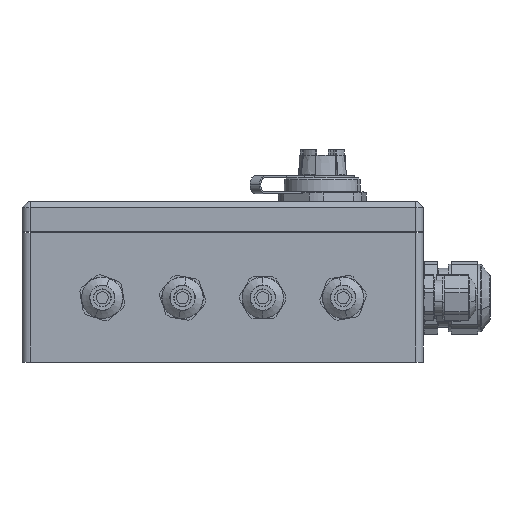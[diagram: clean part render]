
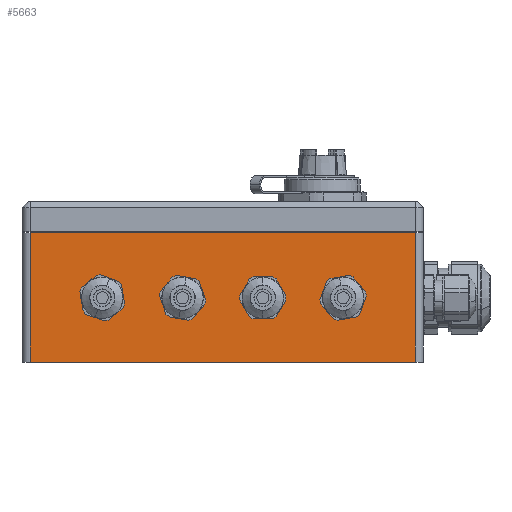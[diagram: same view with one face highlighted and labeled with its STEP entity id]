
A CAD part, left-side view. The second image highlights one B-rep face of the part: STEP entity #5663.
In plain terms, the highlighted planar face has unit normal (-1, 0, 0).
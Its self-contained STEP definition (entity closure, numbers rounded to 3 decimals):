
#264 = VERTEX_POINT ( 'NONE', #78635 ) ;
#520 = VECTOR ( 'NONE', #36530, 1000. ) ;
#894 = ORIENTED_EDGE ( 'NONE', *, *, #84223, .T. ) ;
#2007 = DIRECTION ( 'NONE',  ( 0., 0., 1. ) ) ;
#2943 = DIRECTION ( 'NONE',  ( 0., 0., 1. ) ) ;
#3268 = DIRECTION ( 'NONE',  ( -1., 0., 0. ) ) ;
#4913 = AXIS2_PLACEMENT_3D ( 'NONE', #10138, #69351, #36249 ) ;
#5663 = ADVANCED_FACE ( 'NONE', ( #13160, #26024, #64173, #64604, #30753 ), #83616, .F. ) ;
#6876 = LINE ( 'NONE', #38633, #47546 ) ;
#8357 = CARTESIAN_POINT ( 'NONE',  ( -75., 20., 42. ) ) ;
#8458 = VERTEX_POINT ( 'NONE', #28218 ) ;
#8708 = LINE ( 'NONE', #21176, #57268 ) ;
#8975 = ORIENTED_EDGE ( 'NONE', *, *, #58164, .F. ) ;
#9803 = ORIENTED_EDGE ( 'NONE', *, *, #63193, .F. ) ;
#10138 = CARTESIAN_POINT ( 'NONE',  ( -75., 60., 32. ) ) ;
#10914 = CARTESIAN_POINT ( 'NONE',  ( -75., -20., 32. ) ) ;
#11349 = CARTESIAN_POINT ( 'NONE',  ( -75., 60., 42. ) ) ;
#12049 = AXIS2_PLACEMENT_3D ( 'NONE', #21257, #47823, #74031 ) ;
#12484 = VERTEX_POINT ( 'NONE', #66758 ) ;
#13160 = FACE_BOUND ( 'NONE', #74912, .T. ) ;
#15337 = DIRECTION ( 'NONE',  ( 0., 0., 1. ) ) ;
#17790 = DIRECTION ( 'NONE',  ( 0., 0., -1. ) ) ;
#18702 = CIRCLE ( 'NONE', #4913, 10. ) ;
#18747 = DIRECTION ( 'NONE',  ( 0., 0., 1. ) ) ;
#18792 = CARTESIAN_POINT ( 'NONE',  ( -75., -96., 0. ) ) ;
#18898 = CARTESIAN_POINT ( 'NONE',  ( -75., 96., 64.5 ) ) ;
#21176 = CARTESIAN_POINT ( 'NONE',  ( -75., 100., 64.5 ) ) ;
#21257 = CARTESIAN_POINT ( 'NONE',  ( -75., -60., 32. ) ) ;
#22250 = ORIENTED_EDGE ( 'NONE', *, *, #23245, .F. ) ;
#22418 = EDGE_CURVE ( 'NONE', #80733, #44791, #35702, .T. ) ;
#23245 = EDGE_CURVE ( 'NONE', #66063, #69412, #63218, .T. ) ;
#24129 = LINE ( 'NONE', #57549, #520 ) ;
#26024 = FACE_BOUND ( 'NONE', #64457, .T. ) ;
#27391 = DIRECTION ( 'NONE',  ( -1., 0., 0. ) ) ;
#27628 = EDGE_LOOP ( 'NONE', ( #80428, #58659, #894, #53311 ) ) ;
#28218 = CARTESIAN_POINT ( 'NONE',  ( -75., 60., 22. ) ) ;
#30753 = FACE_OUTER_BOUND ( 'NONE', #27628, .T. ) ;
#30833 = CARTESIAN_POINT ( 'NONE',  ( -75., 96., 0. ) ) ;
#30976 = CIRCLE ( 'NONE', #63820, 10. ) ;
#32421 = DIRECTION ( 'NONE',  ( 0., 0., -1. ) ) ;
#34653 = CARTESIAN_POINT ( 'NONE',  ( -75., -60., 42. ) ) ;
#35076 = ORIENTED_EDGE ( 'NONE', *, *, #36375, .F. ) ;
#35521 = CIRCLE ( 'NONE', #71148, 10. ) ;
#35702 = CIRCLE ( 'NONE', #83801, 10. ) ;
#35840 = DIRECTION ( 'NONE',  ( 0., 0., 1. ) ) ;
#36170 = EDGE_LOOP ( 'NONE', ( #58167, #72473 ) ) ;
#36249 = DIRECTION ( 'NONE',  ( 0., 0., 1. ) ) ;
#36375 = EDGE_CURVE ( 'NONE', #8458, #82584, #18702, .T. ) ;
#36530 = DIRECTION ( 'NONE',  ( 0., -1., 0. ) ) ;
#37170 = DIRECTION ( 'NONE',  ( -1., 0., 0. ) ) ;
#38633 = CARTESIAN_POINT ( 'NONE',  ( -75., -96., 80. ) ) ;
#38856 = CARTESIAN_POINT ( 'NONE',  ( -75., 20., 32. ) ) ;
#41150 = ORIENTED_EDGE ( 'NONE', *, *, #60999, .F. ) ;
#42217 = VERTEX_POINT ( 'NONE', #18898 ) ;
#43240 = VECTOR ( 'NONE', #17790, 1000. ) ;
#43570 = CIRCLE ( 'NONE', #12049, 10. ) ;
#43698 = CARTESIAN_POINT ( 'NONE',  ( -75., 60., 32. ) ) ;
#43835 = AXIS2_PLACEMENT_3D ( 'NONE', #77554, #37170, #84481 ) ;
#44471 = DIRECTION ( 'NONE',  ( 1., 0., 0. ) ) ;
#44791 = VERTEX_POINT ( 'NONE', #76619 ) ;
#46473 = VERTEX_POINT ( 'NONE', #30833 ) ;
#47546 = VECTOR ( 'NONE', #70823, 1000. ) ;
#47823 = DIRECTION ( 'NONE',  ( -1., 0., 0. ) ) ;
#47921 = AXIS2_PLACEMENT_3D ( 'NONE', #70644, #44471, #32421 ) ;
#52135 = EDGE_CURVE ( 'NONE', #46473, #59729, #24129, .T. ) ;
#53311 = ORIENTED_EDGE ( 'NONE', *, *, #52135, .T. ) ;
#53427 = DIRECTION ( 'NONE',  ( -1., 0., 0. ) ) ;
#53493 = DIRECTION ( 'NONE',  ( -1., 0., 0. ) ) ;
#56774 = CARTESIAN_POINT ( 'NONE',  ( -75., 96., 80. ) ) ;
#57268 = VECTOR ( 'NONE', #80410, 1000. ) ;
#57549 = CARTESIAN_POINT ( 'NONE',  ( -75., -100., 0. ) ) ;
#58164 = EDGE_CURVE ( 'NONE', #264, #59585, #30976, .T. ) ;
#58167 = ORIENTED_EDGE ( 'NONE', *, *, #61209, .F. ) ;
#58659 = ORIENTED_EDGE ( 'NONE', *, *, #61657, .F. ) ;
#59585 = VERTEX_POINT ( 'NONE', #34653 ) ;
#59729 = VERTEX_POINT ( 'NONE', #18792 ) ;
#60999 = EDGE_CURVE ( 'NONE', #82584, #8458, #64252, .T. ) ;
#61209 = EDGE_CURVE ( 'NONE', #44791, #80733, #35521, .T. ) ;
#61657 = EDGE_CURVE ( 'NONE', #42217, #12484, #8708, .T. ) ;
#62369 = LINE ( 'NONE', #56774, #43240 ) ;
#63193 = EDGE_CURVE ( 'NONE', #69412, #66063, #80890, .T. ) ;
#63218 = CIRCLE ( 'NONE', #82559, 10. ) ;
#63242 = CARTESIAN_POINT ( 'NONE',  ( -75., -20., 22. ) ) ;
#63820 = AXIS2_PLACEMENT_3D ( 'NONE', #74128, #3268, #35840 ) ;
#64173 = FACE_BOUND ( 'NONE', #36170, .T. ) ;
#64252 = CIRCLE ( 'NONE', #75293, 10. ) ;
#64457 = EDGE_LOOP ( 'NONE', ( #9803, #22250 ) ) ;
#64604 = FACE_BOUND ( 'NONE', #74452, .T. ) ;
#66063 = VERTEX_POINT ( 'NONE', #82205 ) ;
#66758 = CARTESIAN_POINT ( 'NONE',  ( -75., -96., 64.5 ) ) ;
#69351 = DIRECTION ( 'NONE',  ( -1., 0., 0. ) ) ;
#69366 = EDGE_CURVE ( 'NONE', #59585, #264, #43570, .T. ) ;
#69412 = VERTEX_POINT ( 'NONE', #8357 ) ;
#70644 = CARTESIAN_POINT ( 'NONE',  ( -75., -100., 80. ) ) ;
#70823 = DIRECTION ( 'NONE',  ( 0., 0., 1. ) ) ;
#71148 = AXIS2_PLACEMENT_3D ( 'NONE', #80169, #53493, #2007 ) ;
#72473 = ORIENTED_EDGE ( 'NONE', *, *, #22418, .F. ) ;
#74031 = DIRECTION ( 'NONE',  ( 0., 0., 1. ) ) ;
#74128 = CARTESIAN_POINT ( 'NONE',  ( -75., -60., 32. ) ) ;
#74243 = ORIENTED_EDGE ( 'NONE', *, *, #69366, .F. ) ;
#74452 = EDGE_LOOP ( 'NONE', ( #74243, #8975 ) ) ;
#74912 = EDGE_LOOP ( 'NONE', ( #41150, #35076 ) ) ;
#75061 = DIRECTION ( 'NONE',  ( -1., 0., 0. ) ) ;
#75293 = AXIS2_PLACEMENT_3D ( 'NONE', #43698, #75061, #2943 ) ;
#76619 = CARTESIAN_POINT ( 'NONE',  ( -75., -20., 42. ) ) ;
#77554 = CARTESIAN_POINT ( 'NONE',  ( -75., 20., 32. ) ) ;
#78635 = CARTESIAN_POINT ( 'NONE',  ( -75., -60., 22. ) ) ;
#80169 = CARTESIAN_POINT ( 'NONE',  ( -75., -20., 32. ) ) ;
#80410 = DIRECTION ( 'NONE',  ( 0., -1., 0. ) ) ;
#80428 = ORIENTED_EDGE ( 'NONE', *, *, #81607, .T. ) ;
#80733 = VERTEX_POINT ( 'NONE', #63242 ) ;
#80890 = CIRCLE ( 'NONE', #43835, 10. ) ;
#81607 = EDGE_CURVE ( 'NONE', #59729, #12484, #6876, .T. ) ;
#82205 = CARTESIAN_POINT ( 'NONE',  ( -75., 20., 22. ) ) ;
#82559 = AXIS2_PLACEMENT_3D ( 'NONE', #38856, #53427, #18747 ) ;
#82584 = VERTEX_POINT ( 'NONE', #11349 ) ;
#83616 = PLANE ( 'NONE',  #47921 ) ;
#83801 = AXIS2_PLACEMENT_3D ( 'NONE', #10914, #27391, #15337 ) ;
#84223 = EDGE_CURVE ( 'NONE', #42217, #46473, #62369, .T. ) ;
#84481 = DIRECTION ( 'NONE',  ( 0., 0., 1. ) ) ;
